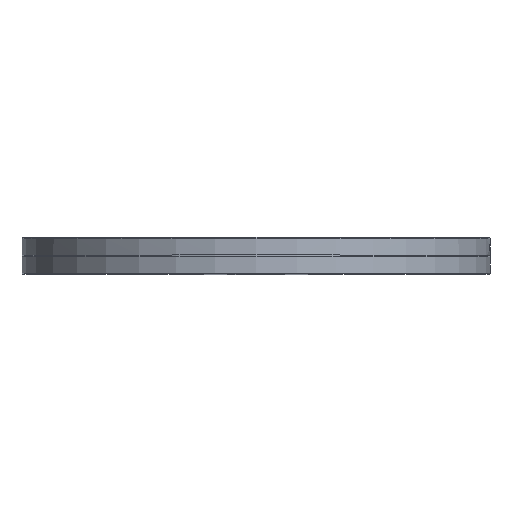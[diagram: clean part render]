
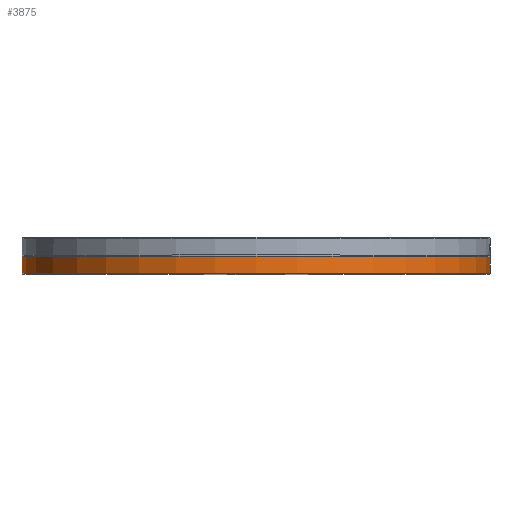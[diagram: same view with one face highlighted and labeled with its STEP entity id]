
A CAD part, top view. The second image highlights one B-rep face of the part: STEP entity #3875.
In plain terms, the highlighted cylindrical face has radius 184.15 mm (diameter 368.3 mm), a full revolution.
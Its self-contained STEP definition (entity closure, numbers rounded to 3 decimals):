
#185=CYLINDRICAL_SURFACE('',#4183,184.15);
#380=FACE_OUTER_BOUND('',#644,.T.);
#644=EDGE_LOOP('',(#2707,#2708,#2709,#2710,#2711,#2712));
#910=LINE('',#5864,#1145);
#1145=VECTOR('',#4741,184.15);
#1419=CIRCLE('',#4181,184.15);
#1420=CIRCLE('',#4182,184.15);
#1421=CIRCLE('',#4184,184.15);
#1422=CIRCLE('',#4185,184.15);
#1668=VERTEX_POINT('',#5854);
#1669=VERTEX_POINT('',#5855);
#1670=VERTEX_POINT('',#5860);
#1671=VERTEX_POINT('',#5861);
#2066=EDGE_CURVE('',#1668,#1669,#1419,.T.);
#2067=EDGE_CURVE('',#1669,#1668,#1420,.T.);
#2069=EDGE_CURVE('',#1670,#1671,#1421,.T.);
#2070=EDGE_CURVE('',#1671,#1670,#1422,.T.);
#2071=EDGE_CURVE('',#1671,#1669,#910,.T.);
#2707=ORIENTED_EDGE('',*,*,#2069,.F.);
#2708=ORIENTED_EDGE('',*,*,#2070,.F.);
#2709=ORIENTED_EDGE('',*,*,#2071,.T.);
#2710=ORIENTED_EDGE('',*,*,#2066,.F.);
#2711=ORIENTED_EDGE('',*,*,#2067,.F.);
#2712=ORIENTED_EDGE('',*,*,#2071,.F.);
#3875=ADVANCED_FACE('',(#380),#185,.T.);
#4181=AXIS2_PLACEMENT_3D('',#5856,#4730,#4731);
#4182=AXIS2_PLACEMENT_3D('',#5857,#4732,#4733);
#4183=AXIS2_PLACEMENT_3D('',#5859,#4735,#4736);
#4184=AXIS2_PLACEMENT_3D('',#5862,#4737,#4738);
#4185=AXIS2_PLACEMENT_3D('',#5863,#4739,#4740);
#4730=DIRECTION('center_axis',(0.,-1.,0.));
#4731=DIRECTION('ref_axis',(1.,0.,0.));
#4732=DIRECTION('center_axis',(0.,-1.,0.));
#4733=DIRECTION('ref_axis',(1.,0.,0.));
#4735=DIRECTION('center_axis',(0.,1.,0.));
#4736=DIRECTION('ref_axis',(-1.,0.,0.));
#4737=DIRECTION('center_axis',(0.,1.,0.));
#4738=DIRECTION('ref_axis',(1.,0.,0.));
#4739=DIRECTION('center_axis',(0.,1.,0.));
#4740=DIRECTION('ref_axis',(1.,0.,0.));
#4741=DIRECTION('',(0.,-1.,0.));
#5854=CARTESIAN_POINT('',(-184.15,0.5,0.));
#5855=CARTESIAN_POINT('',(184.15,0.5,0.));
#5856=CARTESIAN_POINT('Origin',(0.,0.5,0.));
#5857=CARTESIAN_POINT('Origin',(0.,0.5,0.));
#5859=CARTESIAN_POINT('Origin',(0.,6.881,0.));
#5860=CARTESIAN_POINT('',(0.,13.763,-184.15));
#5861=CARTESIAN_POINT('',(184.15,13.763,0.));
#5862=CARTESIAN_POINT('Origin',(0.,13.763,0.));
#5863=CARTESIAN_POINT('Origin',(0.,13.763,0.));
#5864=CARTESIAN_POINT('',(184.15,6.881,0.));
